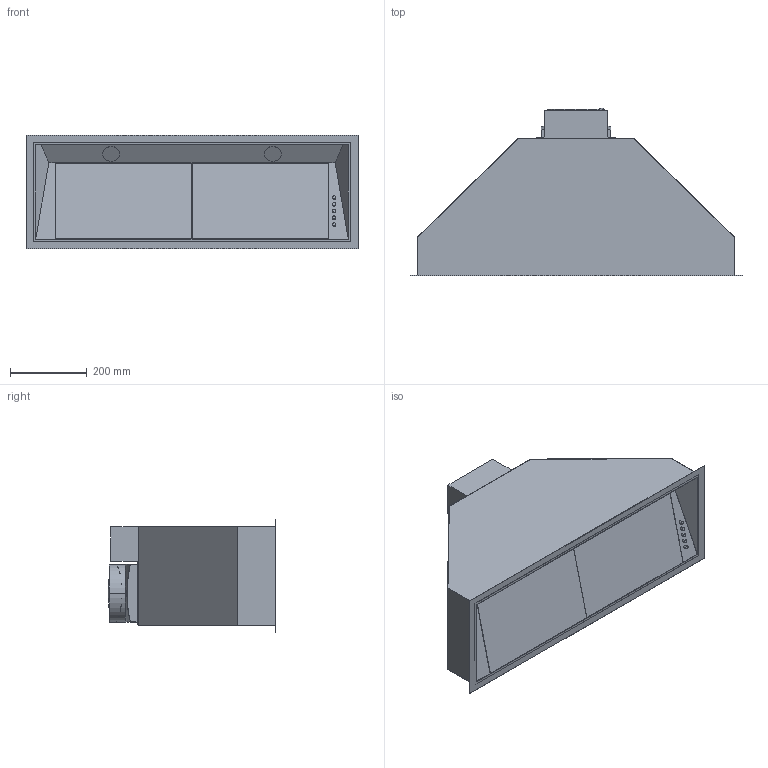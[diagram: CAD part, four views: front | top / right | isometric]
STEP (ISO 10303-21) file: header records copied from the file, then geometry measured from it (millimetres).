
FILE_DESCRIPTION((''),'2;1');
FILE_NAME('GG-901','2021-02-12T',('seona'),(''),'CREO PARAMETRIC BY PTC INC, 2016260','CREO PARAMETRIC BY PTC INC, 2016260','');
FILE_SCHEMA(('CONFIG_CONTROL_DESIGN'));
Length unit declared in the file: millimetre
Products named in the file (1): GG-901
Bounding box: 864 x 436.77 x 295 mm (x, y, z)
Volume: 2775310.4 mm3; surface area: 2306051.6 mm2
Topology: 7 solids, 7 shells, 117 faces, 258 edges, 167 vertices
Faces by surface type: plane 85, cylinder 24, sphere 6, bspline 2
Entity records: 3275 total; most frequent: CARTESIAN_POINT 588, DIRECTION 557, ORIENTED_EDGE 516, EDGE_CURVE 258, VECTOR 189, LINE 189, AXIS2_PLACEMENT_3D 184, VERTEX_POINT 167
